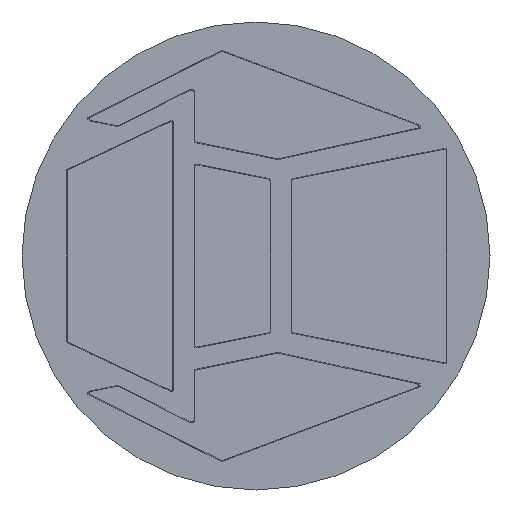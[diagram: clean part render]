
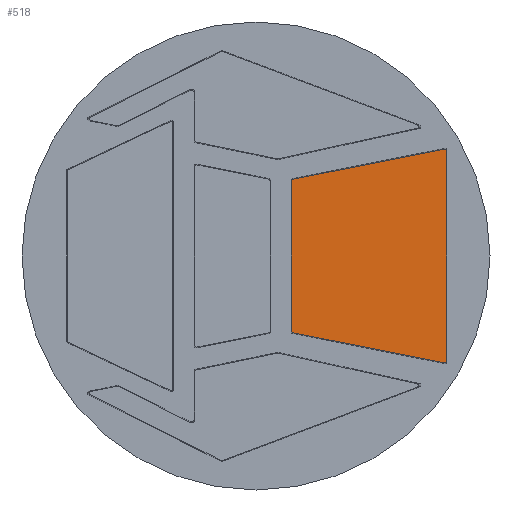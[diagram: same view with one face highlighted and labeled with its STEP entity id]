
A CAD part, front view. The second image highlights one B-rep face of the part: STEP entity #518.
In plain terms, the highlighted planar face has unit normal (0, -1, 0).
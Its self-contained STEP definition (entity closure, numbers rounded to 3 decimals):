
#72 = DIRECTION ( 'NONE',  ( 0., 0., 1. ) ) ;
#113 =( BOUNDED_CURVE ( )  B_SPLINE_CURVE ( 3, ( #2263, #1027, #1213, #1049 ),
 .UNSPECIFIED., .F., .T. ) 
 B_SPLINE_CURVE_WITH_KNOTS ( ( 4, 4 ),
 ( 5.596, 6.97 ),
 .UNSPECIFIED. ) 
 CURVE ( )  GEOMETRIC_REPRESENTATION_ITEM ( )  RATIONAL_B_SPLINE_CURVE ( ( 1., 0.849, 0.849, 1. ) ) 
 REPRESENTATION_ITEM ( '' )  );
#114 = VECTOR ( 'NONE', #2111, 1000. ) ;
#149 = CARTESIAN_POINT ( 'NONE',  ( 16.291, -1.5, 9.246 ) ) ;
#179 = CARTESIAN_POINT ( 'NONE',  ( 16.47, -1.5, -9.201 ) ) ;
#216 = CARTESIAN_POINT ( 'NONE',  ( 16.47, -1.5, -9.345 ) ) ;
#232 = EDGE_CURVE ( 'NONE', #1865, #1674, #113, .T. ) ;
#321 = ORIENTED_EDGE ( 'NONE', *, *, #1338, .T. ) ;
#355 = AXIS2_PLACEMENT_3D ( 'NONE', #1787, #743, #584 ) ;
#369 = ORIENTED_EDGE ( 'NONE', *, *, #232, .T. ) ;
#470 = CARTESIAN_POINT ( 'NONE',  ( 3.208, -1.5, -6.651 ) ) ;
#513 = CARTESIAN_POINT ( 'NONE',  ( 16.291, -1.5, 9.246 ) ) ;
#518 = ADVANCED_FACE ( 'NONE', ( #621 ), #1790, .T. ) ;
#564 = CARTESIAN_POINT ( 'NONE',  ( 16.321, -1.5, 9.249 ) ) ;
#584 = DIRECTION ( 'NONE',  ( 0., 0., -1. ) ) ;
#617 = CARTESIAN_POINT ( 'NONE',  ( 3.135, -1.5, -6.636 ) ) ;
#621 = FACE_OUTER_BOUND ( 'NONE', #953, .T. ) ;
#622 = VERTEX_POINT ( 'NONE', #2168 ) ;
#640 = CARTESIAN_POINT ( 'NONE',  ( 3.088, -1.5, -6.504 ) ) ;
#678 =( BOUNDED_CURVE ( )  B_SPLINE_CURVE ( 3, ( #1306, #1522, #617, #836 ),
 .UNSPECIFIED., .F., .T. ) 
 B_SPLINE_CURVE_WITH_KNOTS ( ( 4, 4 ),
 ( 5.596, 6.97 ),
 .UNSPECIFIED. ) 
 CURVE ( )  GEOMETRIC_REPRESENTATION_ITEM ( )  RATIONAL_B_SPLINE_CURVE ( ( 1., 0.849, 0.849, 1. ) ) 
 REPRESENTATION_ITEM ( '' )  );
#695 = CARTESIAN_POINT ( 'NONE',  ( 3.088, -1.5, 6.504 ) ) ;
#731 = CARTESIAN_POINT ( 'NONE',  ( 16.47, -1.5, 9.099 ) ) ;
#743 = DIRECTION ( 'NONE',  ( 0., -1., 0. ) ) ;
#753 = CARTESIAN_POINT ( 'NONE',  ( 16.47, -1.5, -9.099 ) ) ;
#755 =( BOUNDED_CURVE ( )  B_SPLINE_CURVE ( 3, ( #1793, #1256, #179, #753 ),
 .UNSPECIFIED., .F., .F. ) 
 B_SPLINE_CURVE_WITH_KNOTS ( ( 4, 4 ),
 ( 5.401, 7.166 ),
 .UNSPECIFIED. ) 
 CURVE ( )  GEOMETRIC_REPRESENTATION_ITEM ( )  RATIONAL_B_SPLINE_CURVE ( ( 1., 0.757, 0.757, 1. ) ) 
 REPRESENTATION_ITEM ( '' )  );
#824 = ORIENTED_EDGE ( 'NONE', *, *, #1485, .T. ) ;
#835 = DIRECTION ( 'NONE',  ( 0.981, 0., -0.195 ) ) ;
#836 = CARTESIAN_POINT ( 'NONE',  ( 3.208, -1.5, -6.651 ) ) ;
#874 = ORIENTED_EDGE ( 'NONE', *, *, #2231, .T. ) ;
#883 = VERTEX_POINT ( 'NONE', #2012 ) ;
#887 = CARTESIAN_POINT ( 'NONE',  ( 16.311, -1.5, 9.249 ) ) ;
#894 = CARTESIAN_POINT ( 'NONE',  ( 16.533, -1.5, 9.294 ) ) ;
#953 = EDGE_LOOP ( 'NONE', ( #2151, #321, #824, #1271, #1754, #2211, #369, #874, #1327 ) ) ;
#1027 = CARTESIAN_POINT ( 'NONE',  ( 3.135, -1.5, 6.636 ) ) ;
#1031 = CARTESIAN_POINT ( 'NONE',  ( 16.291, -1.5, -9.246 ) ) ;
#1049 = CARTESIAN_POINT ( 'NONE',  ( 3.088, -1.5, 6.504 ) ) ;
#1059 = CARTESIAN_POINT ( 'NONE',  ( 16.321, -1.5, 9.249 ) ) ;
#1076 = LINE ( 'NONE', #1938, #114 ) ;
#1104 = VECTOR ( 'NONE', #72, 1000. ) ;
#1213 = CARTESIAN_POINT ( 'NONE',  ( 3.088, -1.5, 6.578 ) ) ;
#1229 = EDGE_CURVE ( 'NONE', #883, #2127, #1848, .T. ) ;
#1230 = CARTESIAN_POINT ( 'NONE',  ( 16.301, -1.5, 9.248 ) ) ;
#1239 = EDGE_CURVE ( 'NONE', #622, #883, #1494, .T. ) ;
#1256 = CARTESIAN_POINT ( 'NONE',  ( 16.392, -1.5, -9.266 ) ) ;
#1271 = ORIENTED_EDGE ( 'NONE', *, *, #1239, .T. ) ;
#1306 = CARTESIAN_POINT ( 'NONE',  ( 3.088, -1.5, -6.504 ) ) ;
#1327 = ORIENTED_EDGE ( 'NONE', *, *, #1548, .T. ) ;
#1338 = EDGE_CURVE ( 'NONE', #1729, #1607, #755, .T. ) ;
#1485 = EDGE_CURVE ( 'NONE', #1607, #622, #1618, .T. ) ;
#1494 =( BOUNDED_CURVE ( )  B_SPLINE_CURVE ( 3, ( #731, #1767, #1589, #564 ),
 .UNSPECIFIED., .F., .T. ) 
 B_SPLINE_CURVE_WITH_KNOTS ( ( 4, 4 ),
 ( 5.401, 6.97 ),
 .UNSPECIFIED. ) 
 CURVE ( )  GEOMETRIC_REPRESENTATION_ITEM ( )  RATIONAL_B_SPLINE_CURVE ( ( 1., 0.805, 0.805, 1. ) ) 
 REPRESENTATION_ITEM ( '' )  );
#1522 = CARTESIAN_POINT ( 'NONE',  ( 3.088, -1.5, -6.578 ) ) ;
#1548 = EDGE_CURVE ( 'NONE', #2037, #1760, #678, .T. ) ;
#1589 = CARTESIAN_POINT ( 'NONE',  ( 16.408, -1.5, 9.249 ) ) ;
#1607 = VERTEX_POINT ( 'NONE', #1719 ) ;
#1618 = LINE ( 'NONE', #216, #1104 ) ;
#1674 = VERTEX_POINT ( 'NONE', #695 ) ;
#1683 = CARTESIAN_POINT ( 'NONE',  ( 3.208, -1.5, 6.651 ) ) ;
#1719 = CARTESIAN_POINT ( 'NONE',  ( 16.47, -1.5, -9.099 ) ) ;
#1729 = VERTEX_POINT ( 'NONE', #1031 ) ;
#1754 = ORIENTED_EDGE ( 'NONE', *, *, #1229, .T. ) ;
#1760 = VERTEX_POINT ( 'NONE', #470 ) ;
#1767 = CARTESIAN_POINT ( 'NONE',  ( 16.47, -1.5, 9.187 ) ) ;
#1783 = EDGE_CURVE ( 'NONE', #1760, #1729, #2099, .T. ) ;
#1787 = CARTESIAN_POINT ( 'NONE',  ( 0., -1.5, 0. ) ) ;
#1790 = PLANE ( 'NONE',  #355 ) ;
#1793 = CARTESIAN_POINT ( 'NONE',  ( 16.291, -1.5, -9.246 ) ) ;
#1848 =( BOUNDED_CURVE ( )  B_SPLINE_CURVE ( 3, ( #1059, #887, #1230, #149 ),
 .UNSPECIFIED., .F., .T. ) 
 B_SPLINE_CURVE_WITH_KNOTS ( ( 4, 4 ),
 ( 0.687, 0.883 ),
 .UNSPECIFIED. ) 
 CURVE ( )  GEOMETRIC_REPRESENTATION_ITEM ( )  RATIONAL_B_SPLINE_CURVE ( ( 1., 0.997, 0.997, 1. ) ) 
 REPRESENTATION_ITEM ( '' )  );
#1865 = VERTEX_POINT ( 'NONE', #1683 ) ;
#1905 = VECTOR ( 'NONE', #1943, 1000. ) ;
#1938 = CARTESIAN_POINT ( 'NONE',  ( 3.088, -1.5, 6.67 ) ) ;
#1943 = DIRECTION ( 'NONE',  ( -0.981, 0., -0.195 ) ) ;
#1961 = LINE ( 'NONE', #894, #1905 ) ;
#1984 = VECTOR ( 'NONE', #835, 1000. ) ;
#2012 = CARTESIAN_POINT ( 'NONE',  ( 16.321, -1.5, 9.249 ) ) ;
#2037 = VERTEX_POINT ( 'NONE', #640 ) ;
#2063 = CARTESIAN_POINT ( 'NONE',  ( 3.046, -1.5, -6.618 ) ) ;
#2099 = LINE ( 'NONE', #2063, #1984 ) ;
#2111 = DIRECTION ( 'NONE',  ( 0., 0., -1. ) ) ;
#2127 = VERTEX_POINT ( 'NONE', #513 ) ;
#2151 = ORIENTED_EDGE ( 'NONE', *, *, #1783, .T. ) ;
#2168 = CARTESIAN_POINT ( 'NONE',  ( 16.47, -1.5, 9.099 ) ) ;
#2211 = ORIENTED_EDGE ( 'NONE', *, *, #2270, .T. ) ;
#2231 = EDGE_CURVE ( 'NONE', #1674, #2037, #1076, .T. ) ;
#2263 = CARTESIAN_POINT ( 'NONE',  ( 3.208, -1.5, 6.651 ) ) ;
#2270 = EDGE_CURVE ( 'NONE', #2127, #1865, #1961, .T. ) ;
